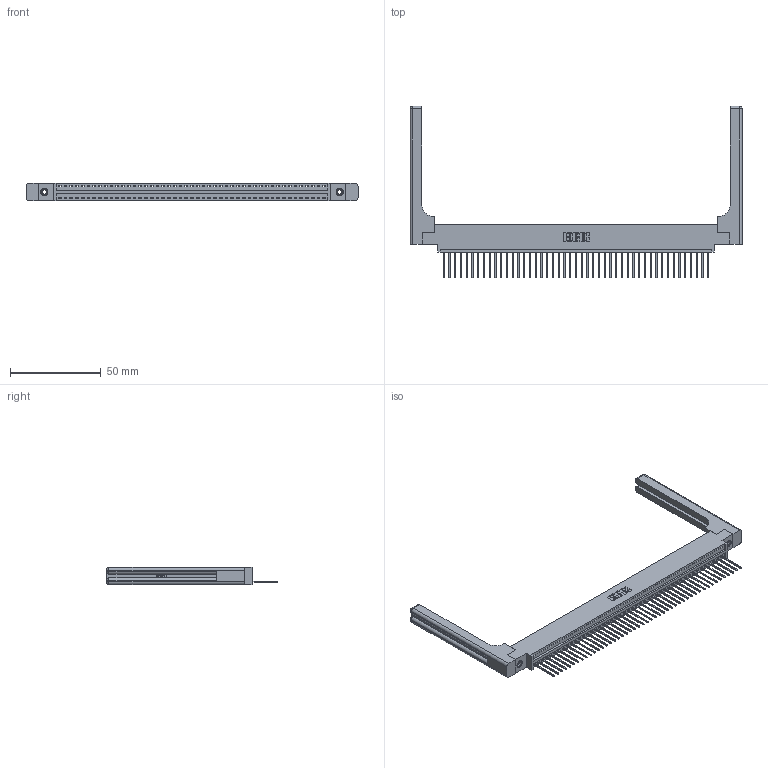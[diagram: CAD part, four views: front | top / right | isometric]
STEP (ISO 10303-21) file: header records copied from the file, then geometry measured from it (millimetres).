
FILE_DESCRIPTION (( 'STEP AP203' ), '1' );
FILE_NAME ('346-047-540-658.STEP', '2022-05-09T22:03:43', ( '' ), ( '' ), 'SwSTEP 2.0', 'SolidWorks 2020', '' );
FILE_SCHEMA (( 'CONFIG_CONTROL_DESIGN' ));
Length unit declared in the file: inch
Products named in the file (5): 345-250-001_345-250-001-102; 345-292-001_345-293-140; 346-047-540-658; 346-220-058_345-220-058; 346 Part_0.170 Offset - 0.156 Dia-TH
Assembly tree (52 placements, depth 2):
  346-047-540-658
    346 Part_0.170 Offset - 0.156 Dia-TH
    345-292-001_345-293-140  x47
    345-250-001_345-250-001-102  x2
    346-220-058_345-220-058  x2
Bounding box: 183.29 x 94.74 x 9.4 mm (x, y, z)
Volume: 24988.3 mm3; surface area: 27716 mm2
Topology: 52 solids, 52 shells, 3122 faces, 9315 edges, 6126 vertices
Faces by surface type: plane 2122, cylinder 940, bspline 36, cone 12, sphere 8, torus 4
Entity records: 34244 total; most frequent: CARTESIAN_POINT 6852, ORIENTED_EDGE 5628, DIRECTION 4968, EDGE_CURVE 2814, LINE 2402, VECTOR 2402, VERTEX_POINT 1866, AXIS2_PLACEMENT_3D 1283
